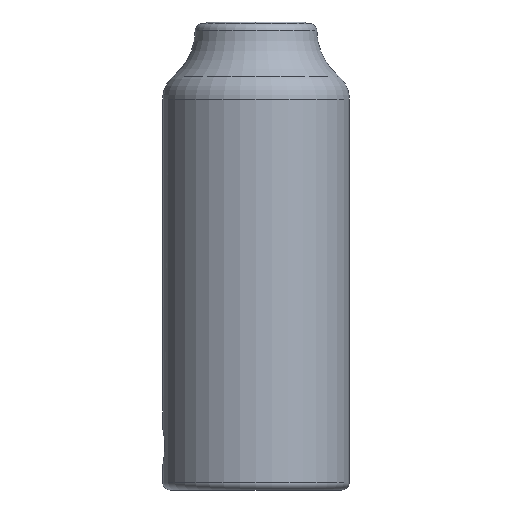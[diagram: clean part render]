
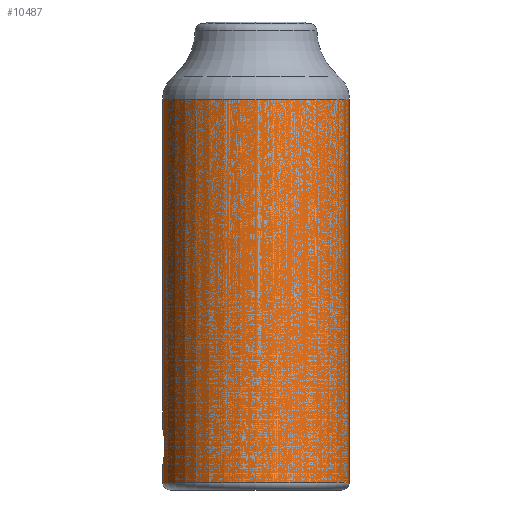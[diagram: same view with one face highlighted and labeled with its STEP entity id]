
A CAD part, left-side view. The second image highlights one B-rep face of the part: STEP entity #10487.
In plain terms, the highlighted cylindrical face has radius 12.5 mm (diameter 25 mm), a partial arc.
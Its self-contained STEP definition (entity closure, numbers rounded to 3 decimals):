
#9783=CARTESIAN_POINT('',(0.,0.,-52.373));
#9784=DIRECTION('',(0.,0.,1.));
#9785=DIRECTION('',(0.,-1.,0.));
#9786=AXIS2_PLACEMENT_3D('',#9783,#9784,#9785);
#9791=CARTESIAN_POINT('',(0.,0.,-1.));
#9792=DIRECTION('',(0.,0.,1.));
#9793=DIRECTION('',(0.,-1.,0.));
#9794=AXIS2_PLACEMENT_3D('',#9791,#9792,#9793);
#9799=CARTESIAN_POINT('',(0.,12.5,-8.3));
#9800=CARTESIAN_POINT('',(0.199,12.5,-8.3));
#9801=CARTESIAN_POINT('',(0.589,12.491,
-8.255));
#9802=CARTESIAN_POINT('',(1.173,12.449,-8.037));
#9803=CARTESIAN_POINT('',(1.672,12.39,-7.69));
#9804=CARTESIAN_POINT('',(2.071,12.329,-7.244));
#9805=CARTESIAN_POINT('',(2.363,12.275,-6.692));
#9806=CARTESIAN_POINT('',(2.506,12.246,-6.093));
#9807=CARTESIAN_POINT('',(2.507,12.246,-5.509));
#9808=CARTESIAN_POINT('',(2.364,12.275,-4.909));
#9809=CARTESIAN_POINT('',(2.072,12.329,-4.358));
#9810=CARTESIAN_POINT('',(1.675,12.39,-3.913));
#9811=CARTESIAN_POINT('',(1.174,12.449,-3.564));
#9812=CARTESIAN_POINT('',(0.589,12.491,
-3.345));
#9813=CARTESIAN_POINT('',(0.199,12.5,-3.3));
#9814=CARTESIAN_POINT('',(0.,12.5,-3.3));
#9819=DIRECTION('',(0.,0.,1.));
#9820=VECTOR('',#9819,44.073);
#9821=CARTESIAN_POINT('',(0.,12.5,
-52.373));
#9822=LINE('',#9821,#9820);
#9846=DIRECTION('',(0.,0.,1.));
#9847=VECTOR('',#9846,2.3);
#9848=CARTESIAN_POINT('',(0.,12.5,-3.3));
#9849=LINE('',#9848,#9847);
#9861=DIRECTION('',(0.,0.,1.));
#9862=VECTOR('',#9861,51.373);
#9863=CARTESIAN_POINT('',(0.,-12.5,
-52.373));
#9864=LINE('',#9863,#9862);
#10351=VERTEX_POINT('',#9799);
#10352=VERTEX_POINT('',#9814);
#10367=CARTESIAN_POINT('',(0.,-12.5,-1.));
#10368=CARTESIAN_POINT('',(0.,12.5,-1.));
#10369=VERTEX_POINT('',#10367);
#10370=VERTEX_POINT('',#10368);
#10383=CARTESIAN_POINT('',(0.,12.5,
-52.373));
#10384=VERTEX_POINT('',#10383);
#10385=CARTESIAN_POINT('',(0.,-12.5,
-52.373));
#10386=VERTEX_POINT('',#10385);
#10469=CARTESIAN_POINT('',(0.,0.,3.125));
#10470=DIRECTION('',(0.,0.,-1.));
#10471=DIRECTION('',(0.,-1.,0.));
#10472=AXIS2_PLACEMENT_3D('',#10469,#10470,#10471);
#10473=CYLINDRICAL_SURFACE('',#10472,12.5);
#10475=ORIENTED_EDGE('',*,*,#10474,.F.);
#10477=ORIENTED_EDGE('',*,*,#10476,.F.);
#10479=ORIENTED_EDGE('',*,*,#10478,.T.);
#10481=ORIENTED_EDGE('',*,*,#10480,.T.);
#10483=ORIENTED_EDGE('',*,*,#10482,.F.);
#10484=ORIENTED_EDGE('',*,*,#10455,.F.);
#10485=EDGE_LOOP('',(#10475,#10477,#10479,#10481,#10483,#10484));
#10486=FACE_OUTER_BOUND('',#10485,.F.);
#10487=ADVANCED_FACE('',(#10486),#10473,.T.);
#9787=CIRCLE('',#9786,12.5);
#9795=CIRCLE('',#9794,12.5);
#9815=B_SPLINE_CURVE_WITH_KNOTS('',3,(#9799,#9800,#9801,#9802,#9803,#9804,#9805,
#9806,#9807,#9808,#9809,#9810,#9811,#9812,#9813,#9814),.UNSPECIFIED.,.F.,.F.,(4,
1,1,1,1,1,1,1,1,1,1,1,1,4),(0.,0.077,0.154,
0.231,0.308,0.385,0.462,
0.538,0.615,0.692,0.769,
0.846,0.923,1.),.UNSPECIFIED.);
#10455=EDGE_CURVE('',#10351,#10352,#9815,.T.);
#10474=EDGE_CURVE('',#10384,#10351,#9822,.T.);
#10476=EDGE_CURVE('',#10386,#10384,#9787,.T.);
#10478=EDGE_CURVE('',#10386,#10369,#9864,.T.);
#10480=EDGE_CURVE('',#10369,#10370,#9795,.T.);
#10482=EDGE_CURVE('',#10352,#10370,#9849,.T.);
